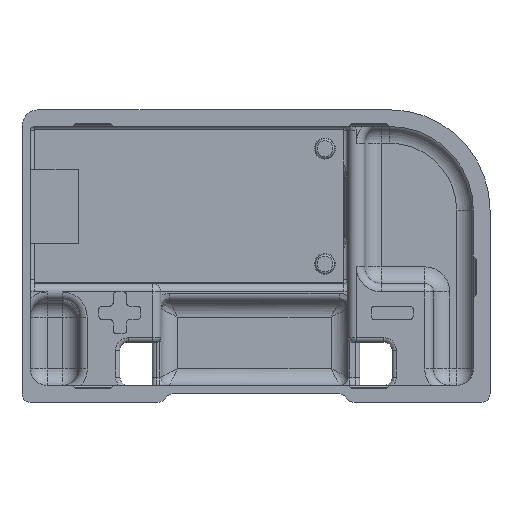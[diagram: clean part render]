
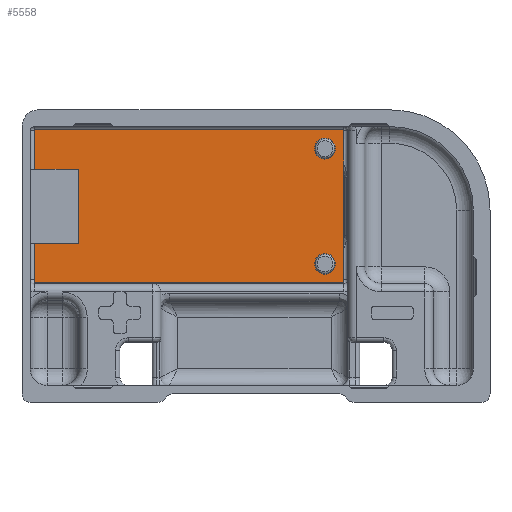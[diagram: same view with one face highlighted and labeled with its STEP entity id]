
A CAD part, left-side view. The second image highlights one B-rep face of the part: STEP entity #5558.
In plain terms, the highlighted planar face has unit normal (-1, 0, 0).
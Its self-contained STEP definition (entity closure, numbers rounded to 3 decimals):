
#199=FACE_BOUND('',#689,.T.);
#200=FACE_BOUND('',#690,.T.);
#221=PLANE('',#5927);
#339=FACE_OUTER_BOUND('',#688,.T.);
#688=EDGE_LOOP('',(#3726,#3727,#3728,#3729,#3730,#3731,#3732,#3733));
#689=EDGE_LOOP('',(#3734));
#690=EDGE_LOOP('',(#3735));
#1043=LINE('',#8438,#1496);
#1044=LINE('',#8441,#1497);
#1047=LINE('',#8447,#1500);
#1056=LINE('',#8466,#1509);
#1059=LINE('',#8472,#1512);
#1062=LINE('',#8478,#1515);
#1065=LINE('',#8482,#1518);
#1066=LINE('',#8483,#1519);
#1496=VECTOR('',#6617,10.);
#1497=VECTOR('',#6620,10.);
#1500=VECTOR('',#6625,10.);
#1509=VECTOR('',#6642,10.);
#1512=VECTOR('',#6647,10.);
#1515=VECTOR('',#6652,10.);
#1518=VECTOR('',#6657,10.);
#1519=VECTOR('',#6658,10.);
#1943=CIRCLE('',#5912,1.25);
#1945=CIRCLE('',#5915,1.25);
#2283=VERTEX_POINT('',#8417);
#2285=VERTEX_POINT('',#8423);
#2288=VERTEX_POINT('',#8430);
#2291=VERTEX_POINT('',#8436);
#2292=VERTEX_POINT('',#8440);
#2294=VERTEX_POINT('',#8446);
#2299=VERTEX_POINT('',#8463);
#2300=VERTEX_POINT('',#8465);
#2302=VERTEX_POINT('',#8471);
#2304=VERTEX_POINT('',#8477);
#2806=EDGE_CURVE('',#2283,#2283,#1943,.T.);
#2809=EDGE_CURVE('',#2285,#2285,#1945,.T.);
#2816=EDGE_CURVE('',#2288,#2291,#1043,.T.);
#2817=EDGE_CURVE('',#2291,#2292,#1044,.T.);
#2820=EDGE_CURVE('',#2292,#2294,#1047,.T.);
#2829=EDGE_CURVE('',#2300,#2299,#1056,.T.);
#2832=EDGE_CURVE('',#2302,#2300,#1059,.T.);
#2835=EDGE_CURVE('',#2304,#2302,#1062,.T.);
#2838=EDGE_CURVE('',#2294,#2304,#1065,.T.);
#2839=EDGE_CURVE('',#2299,#2288,#1066,.T.);
#3726=ORIENTED_EDGE('',*,*,#2820,.T.);
#3727=ORIENTED_EDGE('',*,*,#2838,.T.);
#3728=ORIENTED_EDGE('',*,*,#2835,.T.);
#3729=ORIENTED_EDGE('',*,*,#2832,.T.);
#3730=ORIENTED_EDGE('',*,*,#2829,.T.);
#3731=ORIENTED_EDGE('',*,*,#2839,.T.);
#3732=ORIENTED_EDGE('',*,*,#2816,.T.);
#3733=ORIENTED_EDGE('',*,*,#2817,.T.);
#3734=ORIENTED_EDGE('',*,*,#2806,.T.);
#3735=ORIENTED_EDGE('',*,*,#2809,.T.);
#5558=ADVANCED_FACE('',(#339,#199,#200),#221,.T.);
#5912=AXIS2_PLACEMENT_3D('',#8418,#6599,#6600);
#5915=AXIS2_PLACEMENT_3D('',#8424,#6606,#6607);
#5927=AXIS2_PLACEMENT_3D('',#8484,#6659,#6660);
#6599=DIRECTION('center_axis',(1.,0.,0.));
#6600=DIRECTION('ref_axis',(0.,-1.,0.));
#6606=DIRECTION('center_axis',(1.,0.,0.));
#6607=DIRECTION('ref_axis',(0.,-1.,0.));
#6617=DIRECTION('',(0.,-1.,0.));
#6620=DIRECTION('',(0.,0.,-1.));
#6625=DIRECTION('',(0.,1.,0.));
#6642=DIRECTION('',(0.,1.,0.));
#6647=DIRECTION('',(0.,0.,1.));
#6652=DIRECTION('',(0.,-1.,0.));
#6657=DIRECTION('',(0.,0.,-1.));
#6658=DIRECTION('',(0.,0.,-1.));
#6659=DIRECTION('center_axis',(-1.,0.,0.));
#6660=DIRECTION('ref_axis',(0.,-1.,0.));
#8417=CARTESIAN_POINT('',(-2.05,-7.,19.85));
#8418=CARTESIAN_POINT('Origin',(-2.05,-8.25,19.85));
#8423=CARTESIAN_POINT('',(-2.05,-7.,6.05));
#8424=CARTESIAN_POINT('Origin',(-2.05,-8.25,6.05));
#8430=CARTESIAN_POINT('',(-2.05,26.5,17.4));
#8436=CARTESIAN_POINT('',(-2.05,21.25,17.4));
#8438=CARTESIAN_POINT('',(-2.05,14.625,17.4));
#8440=CARTESIAN_POINT('',(-2.05,21.25,8.5));
#8441=CARTESIAN_POINT('',(-2.05,21.25,10.725));
#8446=CARTESIAN_POINT('',(-2.05,26.5,8.5));
#8447=CARTESIAN_POINT('',(-2.05,17.975,8.5));
#8463=CARTESIAN_POINT('',(-2.05,26.5,22.1));
#8465=CARTESIAN_POINT('',(-2.05,-10.5,22.1));
#8466=CARTESIAN_POINT('',(-2.05,26.5,22.1));
#8471=CARTESIAN_POINT('',(-2.05,-10.5,3.8));
#8472=CARTESIAN_POINT('',(-2.05,-10.5,22.1));
#8477=CARTESIAN_POINT('',(-2.05,26.5,3.8));
#8478=CARTESIAN_POINT('',(-2.05,-10.5,3.8));
#8482=CARTESIAN_POINT('',(-2.05,26.5,3.8));
#8483=CARTESIAN_POINT('',(-2.05,26.5,3.8));
#8484=CARTESIAN_POINT('Origin',(-2.05,8.,12.95));
